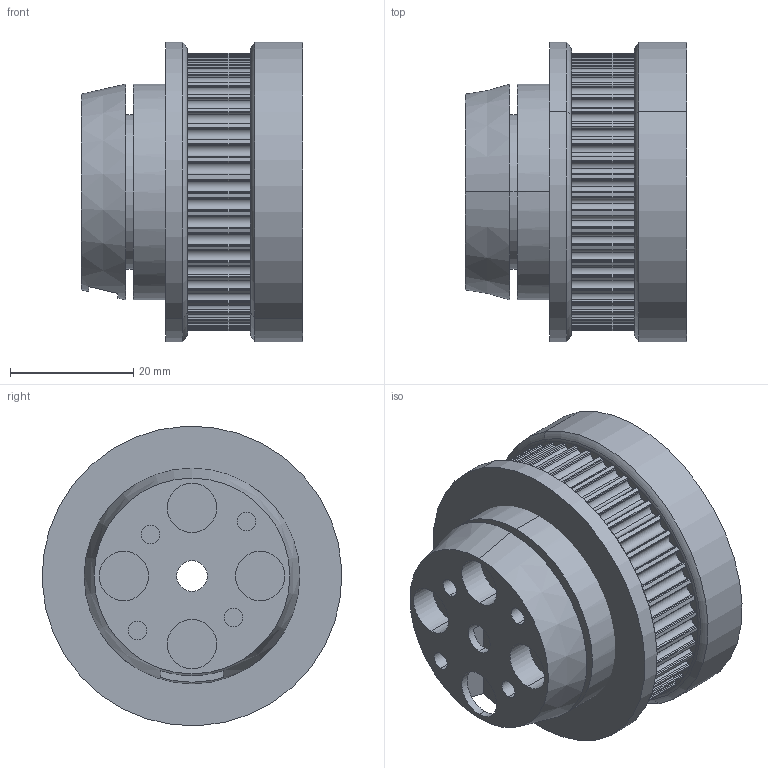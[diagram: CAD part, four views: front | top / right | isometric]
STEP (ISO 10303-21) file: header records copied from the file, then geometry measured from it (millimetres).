
FILE_DESCRIPTION (( 'STEP AP214' ), '1' );
FILE_NAME ('48tooth pully_3530 motor combo.STEP', '2023-07-12T00:37:50', ( '' ), ( '' ), 'SwSTEP 2.0', 'SolidWorks 2022', '' );
FILE_SCHEMA (( 'AUTOMOTIVE_DESIGN' ));
Length unit declared in the file: inch
Products named in the file (4): 48tooth pully_3530 motor combo; 3mm 48tooth GT2 Printable v2.step; Motor_3536.step; 48tooth pully_3530 motor combo.step
Assembly tree (3 placements, depth 3):
  48tooth pully_3530 motor combo
    48tooth pully_3530 motor combo.step
      3mm 48tooth GT2 Printable v2.step
      Motor_3536.step
Bounding box: 36 x 48.59 x 48.59 mm (x, y, z)
Volume: 49016.6 mm3; surface area: 21368.7 mm2
Topology: 2 solids, 2 shells, 525 faces, 1465 edges, 970 vertices
Faces by surface type: cylinder 410, plane 58, bspline 41, torus 8, cone 8
Entity records: 19320 total; most frequent: CARTESIAN_POINT 5073, DIRECTION 3217, ORIENTED_EDGE 2930, EDGE_CURVE 1465, AXIS2_PLACEMENT_3D 1357, VERTEX_POINT 970, CIRCLE 866, EDGE_LOOP 577
